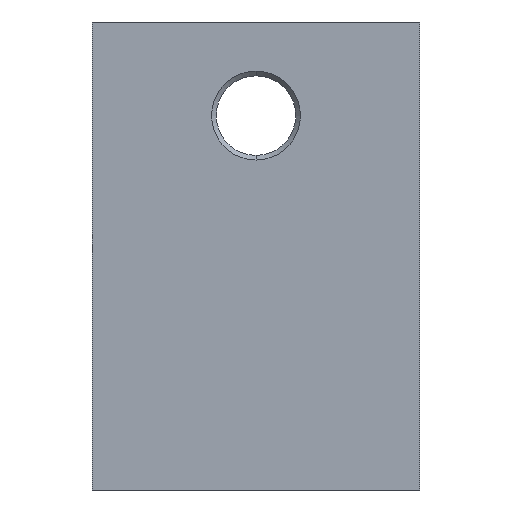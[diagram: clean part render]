
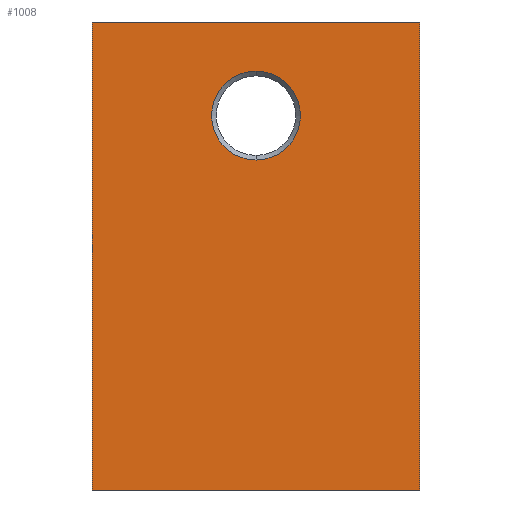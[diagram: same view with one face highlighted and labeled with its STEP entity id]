
A CAD part, front view. The second image highlights one B-rep face of the part: STEP entity #1008.
In plain terms, the highlighted planar face has unit normal (0, -1, 0).
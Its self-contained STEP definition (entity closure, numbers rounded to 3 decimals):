
#1 = ORIENTED_EDGE ( 'NONE', *, *, #998, .T. ) ;
#55 = CARTESIAN_POINT ( 'NONE',  ( -17.5, 0., 25. ) ) ;
#69 = LINE ( 'NONE', #219, #802 ) ;
#85 = VERTEX_POINT ( 'NONE', #732 ) ;
#178 = FACE_OUTER_BOUND ( 'NONE', #587, .T. ) ;
#209 = DIRECTION ( 'NONE',  ( 0., 0., -1. ) ) ;
#219 = CARTESIAN_POINT ( 'NONE',  ( -17.5, 0., 25. ) ) ;
#233 = CARTESIAN_POINT ( 'NONE',  ( 0., 0., 15. ) ) ;
#266 = VERTEX_POINT ( 'NONE', #569 ) ;
#270 = VERTEX_POINT ( 'NONE', #562 ) ;
#289 = EDGE_LOOP ( 'NONE', ( #1, #719 ) ) ;
#313 = EDGE_CURVE ( 'NONE', #85, #962, #1243, .T. ) ;
#327 = DIRECTION ( 'NONE',  ( 0., 1., 0. ) ) ;
#415 = CARTESIAN_POINT ( 'NONE',  ( 17.5, 0., -25. ) ) ;
#451 = CARTESIAN_POINT ( 'NONE',  ( 0., 0., 15. ) ) ;
#456 = DIRECTION ( 'NONE',  ( 0., 0., -1. ) ) ;
#457 = AXIS2_PLACEMENT_3D ( 'NONE', #929, #1228, #650 ) ;
#489 = VECTOR ( 'NONE', #507, 1000. ) ;
#498 = VECTOR ( 'NONE', #709, 1000. ) ;
#507 = DIRECTION ( 'NONE',  ( -1., 0., 0. ) ) ;
#522 = AXIS2_PLACEMENT_3D ( 'NONE', #451, #1134, #547 ) ;
#527 = EDGE_CURVE ( 'NONE', #748, #266, #570, .T. ) ;
#529 = EDGE_CURVE ( 'NONE', #270, #942, #1017, .T. ) ;
#547 = DIRECTION ( 'NONE',  ( 0., 0., 1. ) ) ;
#562 = CARTESIAN_POINT ( 'NONE',  ( 17.5, 0., -25. ) ) ;
#569 = CARTESIAN_POINT ( 'NONE',  ( 0., 0., 10.25 ) ) ;
#570 = CIRCLE ( 'NONE', #1163, 4.75 ) ;
#587 = EDGE_LOOP ( 'NONE', ( #602, #1229, #977, #1101 ) ) ;
#593 = CARTESIAN_POINT ( 'NONE',  ( 17.5, 0., 25. ) ) ;
#602 = ORIENTED_EDGE ( 'NONE', *, *, #746, .T. ) ;
#613 = CARTESIAN_POINT ( 'NONE',  ( 17.5, 0., 25. ) ) ;
#626 = VECTOR ( 'NONE', #209, 1000. ) ;
#650 = DIRECTION ( 'NONE',  ( 0., 0., 1. ) ) ;
#653 = LINE ( 'NONE', #593, #626 ) ;
#709 = DIRECTION ( 'NONE',  ( -1., 0., 0. ) ) ;
#719 = ORIENTED_EDGE ( 'NONE', *, *, #527, .T. ) ;
#732 = CARTESIAN_POINT ( 'NONE',  ( 17.5, 0., 25. ) ) ;
#746 = EDGE_CURVE ( 'NONE', #962, #942, #69, .T. ) ;
#748 = VERTEX_POINT ( 'NONE', #1140 ) ;
#802 = VECTOR ( 'NONE', #456, 1000. ) ;
#807 = DIRECTION ( 'NONE',  ( 0., 0., 1. ) ) ;
#825 = CARTESIAN_POINT ( 'NONE',  ( -17.5, 0., -25. ) ) ;
#839 = PLANE ( 'NONE',  #457 ) ;
#903 = FACE_BOUND ( 'NONE', #289, .T. ) ;
#929 = CARTESIAN_POINT ( 'NONE',  ( 17.5, 0., 25. ) ) ;
#942 = VERTEX_POINT ( 'NONE', #825 ) ;
#962 = VERTEX_POINT ( 'NONE', #55 ) ;
#977 = ORIENTED_EDGE ( 'NONE', *, *, #1015, .F. ) ;
#998 = EDGE_CURVE ( 'NONE', #266, #748, #1164, .T. ) ;
#1008 = ADVANCED_FACE ( 'NONE', ( #903, #178 ), #839, .F. ) ;
#1015 = EDGE_CURVE ( 'NONE', #85, #270, #653, .T. ) ;
#1017 = LINE ( 'NONE', #415, #498 ) ;
#1101 = ORIENTED_EDGE ( 'NONE', *, *, #313, .T. ) ;
#1134 = DIRECTION ( 'NONE',  ( 0., 1., 0. ) ) ;
#1140 = CARTESIAN_POINT ( 'NONE',  ( 0., 0., 19.75 ) ) ;
#1163 = AXIS2_PLACEMENT_3D ( 'NONE', #233, #327, #807 ) ;
#1164 = CIRCLE ( 'NONE', #522, 4.75 ) ;
#1228 = DIRECTION ( 'NONE',  ( 0., 1., 0. ) ) ;
#1229 = ORIENTED_EDGE ( 'NONE', *, *, #529, .F. ) ;
#1243 = LINE ( 'NONE', #613, #489 ) ;
